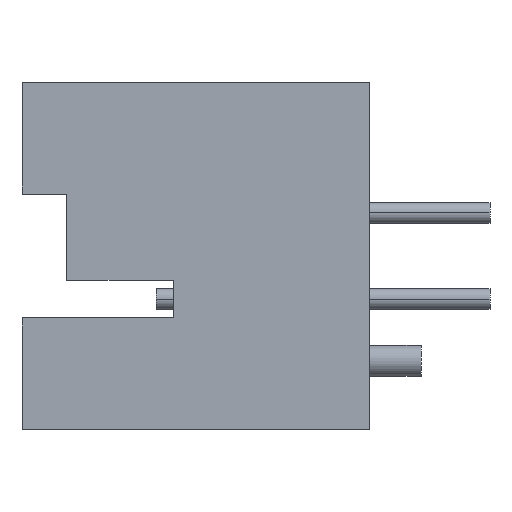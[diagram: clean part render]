
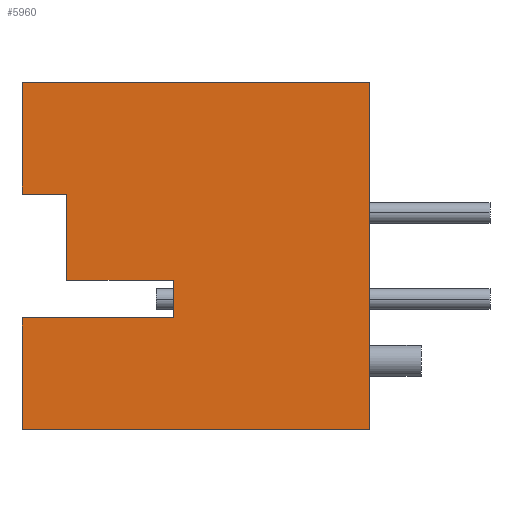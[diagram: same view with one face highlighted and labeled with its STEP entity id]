
A CAD part, left-side view. The second image highlights one B-rep face of the part: STEP entity #5960.
In plain terms, the highlighted planar face has unit normal (-1, 0, 0).
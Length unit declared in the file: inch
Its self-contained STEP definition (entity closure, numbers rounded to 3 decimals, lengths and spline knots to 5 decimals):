
#130 = EDGE_CURVE ( 'NONE', #6609, #3248, #3071, .T. ) ;
#187 = ORIENTED_EDGE ( 'NONE', *, *, #4327, .F. ) ;
#396 = EDGE_CURVE ( 'NONE', #5519, #3162, #2976, .T. ) ;
#435 = VECTOR ( 'NONE', #3401, 39.37008 ) ;
#472 = CARTESIAN_POINT ( 'NONE',  ( -0.49213, 0.39764, 0.19882 ) ) ;
#595 = ORIENTED_EDGE ( 'NONE', *, *, #396, .F. ) ;
#626 = VERTEX_POINT ( 'NONE', #1505 ) ;
#855 = VECTOR ( 'NONE', #5015, 39.37008 ) ;
#885 = VECTOR ( 'NONE', #5803, 39.37008 ) ;
#888 = CARTESIAN_POINT ( 'NONE',  ( -0.49213, 0.39764, 0.19882 ) ) ;
#1248 = VECTOR ( 'NONE', #2328, 39.37008 ) ;
#1285 = LINE ( 'NONE', #5088, #2372 ) ;
#1294 = DIRECTION ( 'NONE',  ( 0., -1., 0. ) ) ;
#1475 = CARTESIAN_POINT ( 'NONE',  ( -0.49213, 0.34646, -0.19882 ) ) ;
#1505 = CARTESIAN_POINT ( 'NONE',  ( -0.49213, 0.34646, 0.07087 ) ) ;
#1727 = CARTESIAN_POINT ( 'NONE',  ( -0.49213, 0.22441, -0.02756 ) ) ;
#1990 = VECTOR ( 'NONE', #3917, 39.37008 ) ;
#2003 = VECTOR ( 'NONE', #4943, 39.37008 ) ;
#2020 = VERTEX_POINT ( 'NONE', #5587 ) ;
#2055 = EDGE_CURVE ( 'NONE', #7492, #4442, #5785, .T. ) ;
#2196 = LINE ( 'NONE', #1475, #1990 ) ;
#2328 = DIRECTION ( 'NONE',  ( 0., 0., -1. ) ) ;
#2372 = VECTOR ( 'NONE', #1294, 39.37008 ) ;
#2509 = LINE ( 'NONE', #472, #7507 ) ;
#2574 = ORIENTED_EDGE ( 'NONE', *, *, #8087, .F. ) ;
#2581 = EDGE_CURVE ( 'NONE', #3162, #7917, #2509, .T. ) ;
#2717 = EDGE_CURVE ( 'NONE', #4442, #6609, #5858, .T. ) ;
#2869 = ORIENTED_EDGE ( 'NONE', *, *, #130, .F. ) ;
#2928 = ORIENTED_EDGE ( 'NONE', *, *, #2717, .F. ) ;
#2976 = LINE ( 'NONE', #7828, #435 ) ;
#3026 = DIRECTION ( 'NONE',  ( 0., 0., 1. ) ) ;
#3071 = LINE ( 'NONE', #6290, #6325 ) ;
#3103 = DIRECTION ( 'NONE',  ( 0., -1., 0. ) ) ;
#3130 = EDGE_CURVE ( 'NONE', #5519, #626, #1285, .T. ) ;
#3162 = VERTEX_POINT ( 'NONE', #888 ) ;
#3195 = ORIENTED_EDGE ( 'NONE', *, *, #2581, .F. ) ;
#3248 = VERTEX_POINT ( 'NONE', #3346 ) ;
#3346 = CARTESIAN_POINT ( 'NONE',  ( -0.49213, 0.22441, -0.07087 ) ) ;
#3401 = DIRECTION ( 'NONE',  ( 0., 0., 1. ) ) ;
#3774 = CARTESIAN_POINT ( 'NONE',  ( -0.49213, 0., -0.19882 ) ) ;
#3790 = CARTESIAN_POINT ( 'NONE',  ( -0.49213, 0.39764, -0.07087 ) ) ;
#3791 = LINE ( 'NONE', #5442, #1248 ) ;
#3855 = CARTESIAN_POINT ( 'NONE',  ( -0.49213, 0., -0.02756 ) ) ;
#3917 = DIRECTION ( 'NONE',  ( 0., 0., 1. ) ) ;
#4079 = CARTESIAN_POINT ( 'NONE',  ( -0.49213, 0.39764, -0.19882 ) ) ;
#4088 = LINE ( 'NONE', #4941, #5680 ) ;
#4258 = DIRECTION ( 'NONE',  ( 1., 0., 0. ) ) ;
#4303 = ORIENTED_EDGE ( 'NONE', *, *, #7075, .T. ) ;
#4327 = EDGE_CURVE ( 'NONE', #5931, #2020, #6591, .T. ) ;
#4442 = VERTEX_POINT ( 'NONE', #4079 ) ;
#4718 = ORIENTED_EDGE ( 'NONE', *, *, #2055, .F. ) ;
#4941 = CARTESIAN_POINT ( 'NONE',  ( -0.49213, 0., -0.19882 ) ) ;
#4943 = DIRECTION ( 'NONE',  ( 0., 0., 1. ) ) ;
#4948 = CARTESIAN_POINT ( 'NONE',  ( -0.49213, 0.39764, 0.07087 ) ) ;
#4974 = CARTESIAN_POINT ( 'NONE',  ( -0.49213, 0., -0.19882 ) ) ;
#5015 = DIRECTION ( 'NONE',  ( 0., 1., 0. ) ) ;
#5025 = EDGE_CURVE ( 'NONE', #5931, #3248, #3791, .T. ) ;
#5088 = CARTESIAN_POINT ( 'NONE',  ( -0.49213, 0.34646, 0.07087 ) ) ;
#5174 = ORIENTED_EDGE ( 'NONE', *, *, #3130, .T. ) ;
#5442 = CARTESIAN_POINT ( 'NONE',  ( -0.49213, 0.22441, -0.07087 ) ) ;
#5519 = VERTEX_POINT ( 'NONE', #4948 ) ;
#5587 = CARTESIAN_POINT ( 'NONE',  ( -0.49213, 0.34646, -0.02756 ) ) ;
#5680 = VECTOR ( 'NONE', #3026, 39.37008 ) ;
#5721 = FACE_OUTER_BOUND ( 'NONE', #7188, .T. ) ;
#5785 = LINE ( 'NONE', #3774, #855 ) ;
#5803 = DIRECTION ( 'NONE',  ( 0., 1., 0. ) ) ;
#5858 = LINE ( 'NONE', #8050, #2003 ) ;
#5931 = VERTEX_POINT ( 'NONE', #1727 ) ;
#5951 = CARTESIAN_POINT ( 'NONE',  ( -0.49213, 0., -0.19882 ) ) ;
#5960 = ADVANCED_FACE ( 'NONE', ( #5721 ), #8025, .F. ) ;
#6290 = CARTESIAN_POINT ( 'NONE',  ( -0.49213, 0., -0.07087 ) ) ;
#6325 = VECTOR ( 'NONE', #3103, 39.37008 ) ;
#6582 = AXIS2_PLACEMENT_3D ( 'NONE', #4974, #4258, #7439 ) ;
#6591 = LINE ( 'NONE', #3855, #885 ) ;
#6609 = VERTEX_POINT ( 'NONE', #3790 ) ;
#6736 = ORIENTED_EDGE ( 'NONE', *, *, #5025, .T. ) ;
#7075 = EDGE_CURVE ( 'NONE', #7492, #7917, #4088, .T. ) ;
#7188 = EDGE_LOOP ( 'NONE', ( #5174, #2574, #187, #6736, #2869, #2928, #4718, #4303, #3195, #595 ) ) ;
#7398 = DIRECTION ( 'NONE',  ( 0., -1., 0. ) ) ;
#7439 = DIRECTION ( 'NONE',  ( 0., 0., -1. ) ) ;
#7492 = VERTEX_POINT ( 'NONE', #5951 ) ;
#7507 = VECTOR ( 'NONE', #7398, 39.37008 ) ;
#7828 = CARTESIAN_POINT ( 'NONE',  ( -0.49213, 0.39764, -0.19882 ) ) ;
#7917 = VERTEX_POINT ( 'NONE', #8147 ) ;
#8025 = PLANE ( 'NONE',  #6582 ) ;
#8050 = CARTESIAN_POINT ( 'NONE',  ( -0.49213, 0.39764, -0.19882 ) ) ;
#8087 = EDGE_CURVE ( 'NONE', #2020, #626, #2196, .T. ) ;
#8147 = CARTESIAN_POINT ( 'NONE',  ( -0.49213, 0., 0.19882 ) ) ;
